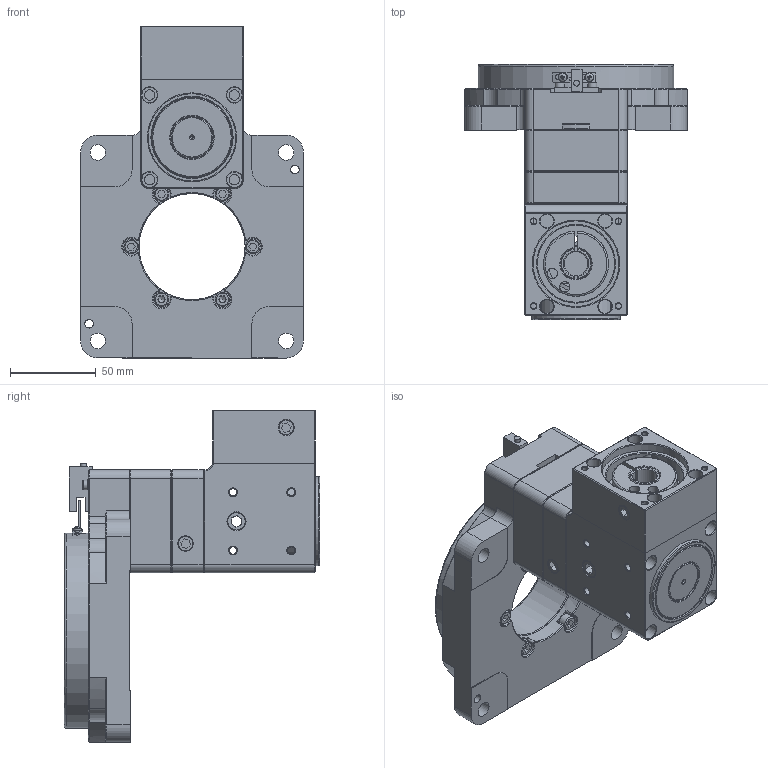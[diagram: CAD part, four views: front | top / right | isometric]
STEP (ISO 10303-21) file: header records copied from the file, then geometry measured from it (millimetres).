
FILE_DESCRIPTION (( 'STEP AP203' ), '1' );
FILE_NAME ('GN130Z-30-SC-V1.STEP', '2022-05-06T01:26:44', ( 'Microsoft' ), ( 'Microsoft' ), 'SwSTEP 2.0', 'SolidWorks 2019', '' );
FILE_SCHEMA (( 'CONFIG_CONTROL_DESIGN' ));
Length unit declared in the file: millimetre
Products named in the file (1): GN130Z-30-SC-V1
Bounding box: 130 x 149 x 193.8 mm (x, y, z)
Surface area: 127469.4 mm2 (no closed solid volume)
Topology: 0 solids, 35 shells, 554 faces, 1621 edges, 1085 vertices
Faces by surface type: plane 244, cylinder 154, cone 120, torus 34, sphere 2
Full cylindrical faces by diameter (mm): 1.5 x1, 2.05 x2, 2.5 x2, 3.3 x4, 3.5 x1, 4.2 x18, 5 x6, 5.5 x2, 6 x2, 7 x1, 8 x4, 8.5 x8, 9 x8, 14 x1, 24 x1, 25 x1, 45 x1, 47 x1, 50 x1, 52 x1, 62 x2, 80 x1, 89.5 x1, 114 x1, 126 x1
Entity records: 17934 total; most frequent: CARTESIAN_POINT 3901, DIRECTION 3003, ORIENTED_EDGE 2406, EDGE_CURVE 1422, AXIS2_PLACEMENT_3D 1130, VERTEX_POINT 1037, EDGE_LOOP 829, VECTOR 743
